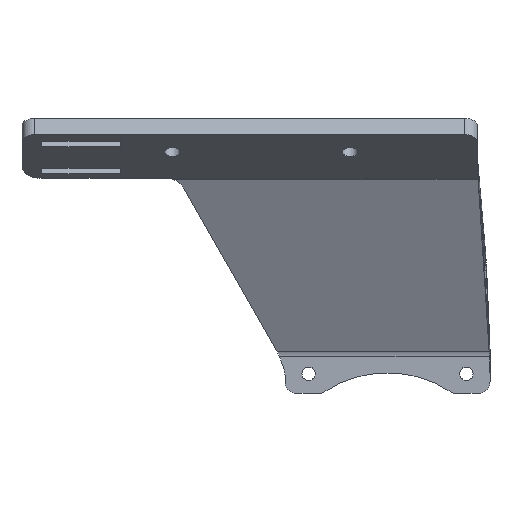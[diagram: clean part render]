
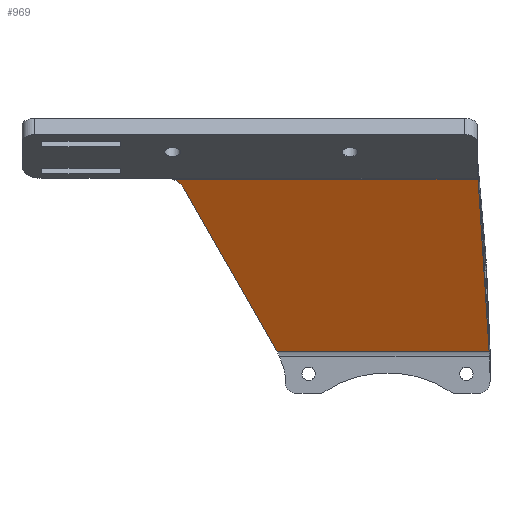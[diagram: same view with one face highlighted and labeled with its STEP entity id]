
A CAD part, left-side view. The second image highlights one B-rep face of the part: STEP entity #969.
In plain terms, the highlighted planar face has unit normal (-0.897, 0, -0.442).
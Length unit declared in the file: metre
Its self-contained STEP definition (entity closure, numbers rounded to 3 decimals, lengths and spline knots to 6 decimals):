
#42=ELLIPSE('',#1027,0.00528,0.005);
#162=ORIENTED_EDGE('',*,*,#421,.T.);
#163=ORIENTED_EDGE('',*,*,#422,.T.);
#164=ORIENTED_EDGE('',*,*,#385,.T.);
#165=ORIENTED_EDGE('',*,*,#423,.F.);
#166=ORIENTED_EDGE('',*,*,#424,.F.);
#385=EDGE_CURVE('',#515,#514,#42,.T.);
#421=EDGE_CURVE('',#543,#544,#639,.T.);
#422=EDGE_CURVE('',#544,#515,#640,.T.);
#423=EDGE_CURVE('',#545,#514,#641,.T.);
#424=EDGE_CURVE('',#543,#545,#642,.T.);
#514=VERTEX_POINT('',#1464);
#515=VERTEX_POINT('',#1466);
#543=VERTEX_POINT('',#1545);
#544=VERTEX_POINT('',#1546);
#545=VERTEX_POINT('',#1549);
#639=LINE('',#1544,#730);
#640=LINE('',#1547,#731);
#641=LINE('',#1548,#732);
#642=LINE('',#1550,#733);
#730=VECTOR('',#1235,1.);
#731=VECTOR('',#1236,1.);
#732=VECTOR('',#1237,1.);
#733=VECTOR('',#1238,1.);
#791=EDGE_LOOP('',(#162,#163,#164,#165,#166));
#866=FACE_BOUND('',#791,.T.);
#933=PLANE('',#1047);
#969=ADVANCED_FACE('',(#866),#933,.F.);
#1027=AXIS2_PLACEMENT_3D('',#1465,#1167,#1168);
#1047=AXIS2_PLACEMENT_3D('',#1543,#1233,#1234);
#1167=DIRECTION('',(0.897,0.,0.442));
#1168=DIRECTION('',(-0.442,0.,0.897));
#1233=DIRECTION('',(0.897,0.,0.442));
#1234=DIRECTION('',(0.442,0.,-0.897));
#1235=DIRECTION('',(-0.442,0.057,0.895));
#1236=DIRECTION('',(0.,1.,0.));
#1237=DIRECTION('',(-0.394,0.455,0.799));
#1238=DIRECTION('',(0.,1.,0.));
#1464=CARTESIAN_POINT('',(-0.020772,0.025672,0.052118));
#1465=CARTESIAN_POINT('',(-0.019662,0.030072,0.049868));
#1466=CARTESIAN_POINT('',(-0.021847,0.028308,0.054299));
#1543=CARTESIAN_POINT('',(-0.01096,-0.052,0.032224));
#1544=CARTESIAN_POINT('',(-0.010919,-0.050397,0.032141));
#1545=CARTESIAN_POINT('',(-0.000309,-0.051774,0.010627));
#1546=CARTESIAN_POINT('',(-0.021847,-0.048979,0.054299));
#1547=CARTESIAN_POINT('',(-0.021847,-0.052,0.054299));
#1548=CARTESIAN_POINT('',(-0.008607,0.011609,0.027452));
#1549=CARTESIAN_POINT('',(-0.000309,0.002016,0.010627));
#1550=CARTESIAN_POINT('',(-0.000309,-0.052,0.010627));
